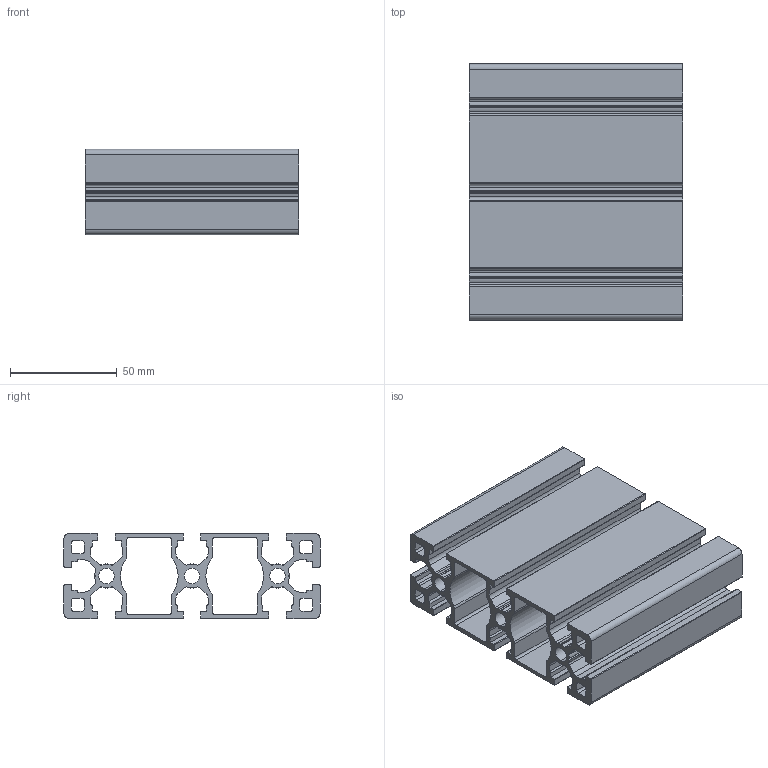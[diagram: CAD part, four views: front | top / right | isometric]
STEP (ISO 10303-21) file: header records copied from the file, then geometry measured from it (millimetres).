
FILE_DESCRIPTION (( 'STEP AP203' ), '1' );
FILE_NAME ('084.102.011.STEP', '2018-05-07T14:28:47', ( 'Localadmin' ), ( 'Microsoft' ), 'SwSTEP 2.0', 'SolidWorks 2016', '' );
FILE_SCHEMA (( 'CONFIG_CONTROL_DESIGN' ));
Length unit declared in the file: millimetre
Products named in the file (1): 084.102.011
Bounding box: 100 x 120 x 40 mm (x, y, z)
Volume: 146723.4 mm3; surface area: 103123.2 mm2
Topology: 1 solids, 1 shells, 319 faces, 951 edges, 634 vertices
Faces by surface type: cylinder 181, plane 138
Entity records: 10960 total; most frequent: DIRECTION 1953, CARTESIAN_POINT 1905, ORIENTED_EDGE 1902, EDGE_CURVE 951, AXIS2_PLACEMENT_3D 682, VERTEX_POINT 634, LINE 589, VECTOR 589
